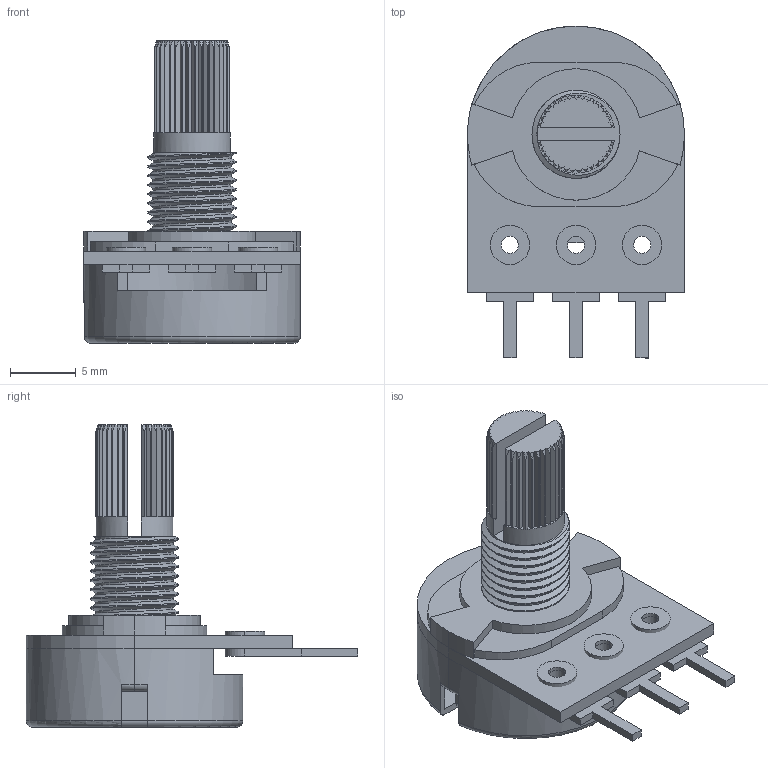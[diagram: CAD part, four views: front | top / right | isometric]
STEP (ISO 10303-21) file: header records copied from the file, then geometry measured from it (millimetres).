
FILE_DESCRIPTION (( 'STEP AP214' ), '1' );
FILE_NAME ('potentiometer 0.5W.STEP', '2022-10-06T18:19:34', ( '' ), ( '' ), 'SwSTEP 2.0', 'SolidWorks 2018', '' );
FILE_SCHEMA (( 'AUTOMOTIVE_DESIGN' ));
Length unit declared in the file: millimetre
Products named in the file (1): potentiometer 0.5W
Bounding box: 16.5 x 25.25 x 23 mm (x, y, z)
Volume: 1138.8 mm3; surface area: 2811 mm2
Topology: 7 solids, 7 shells, 265 faces, 745 edges, 492 vertices
Faces by surface type: plane 166, cylinder 60, cone 32, torus 4, bspline 3
Entity records: 10081 total; most frequent: CARTESIAN_POINT 2962, ORIENTED_EDGE 1490, DIRECTION 1357, EDGE_CURVE 745, VERTEX_POINT 492, AXIS2_PLACEMENT_3D 461, VECTOR 435, LINE 435
